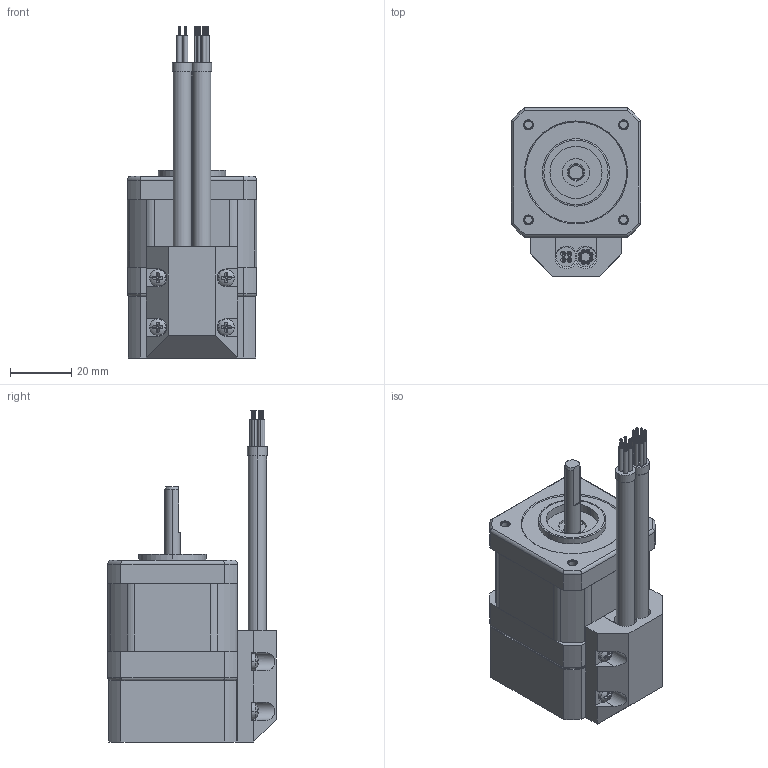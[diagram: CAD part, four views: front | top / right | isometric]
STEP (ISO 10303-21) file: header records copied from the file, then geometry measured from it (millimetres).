
FILE_DESCRIPTION((''),'2;1');
FILE_NAME('4611110038377_ASM','2023-02-09T09:16:50',('ms26442'),(''),'CREO PARAMETRIC BY PTC INC, 2018100','CREO PARAMETRIC BY PTC INC, 2018100','');
FILE_SCHEMA(('CONFIG_CONTROL_DESIGN'));
Products named in the file (31): 4613102100903; 3698153000598; 3698153000595; 4613104003611_ASM; 4613103012515_ASM; 4219121305418; 4613106100094_AF0; 4693220000375_AF0; 4613106100094_AF1; 4332101105974_AF0; 4613107114168_ASM; 4333201500016; 4331101000001; 4613108009515_ASM; 4219121305771; 4294440200012_AF1; 3698151100128; 4294404001783; 4613153000823_ASM; 3219720005029; 4716140201542; 4294404000634; 4394000100593; 4394000100589; 4294404000745; 4394000100590; 4394000100591; 4294404000480; DIANJIXIANSHU; ENCODERXIANSHU; 4611110038377_ASM
Assembly tree (39 placements, depth 5):
  4611110038377_ASM
    4613153000823_ASM
      4613103012515_ASM
        4613104003611_ASM
          4613102100903
          3698153000598
          3698153000595
      4219121305418
      4613108009515_ASM
        4613107114168_ASM
          4613106100094_AF0
          4693220000375_AF0
          4613106100094_AF1
          4332101105974_AF0
        4333201500016  x2
        4331101000001  x2
      4219121305771
      4294440200012_AF1
      3698151100128
      4294404001783  x2
    3219720005029
    4716140201542
    4294404000634  x3
    4394000100593
    4394000100589
    4294404000745  x2
    4394000100590
    4394000100591
    4294404000480  x4
    DIANJIXIANSHU
    ENCODERXIANSHU
Bounding box: 42.2 x 54.95 x 108.3 mm (x, y, z)
Volume: 68750 mm3; surface area: 76519.1 mm2
Topology: 34 solids, 62 shells, 3225 faces, 8703 edges, 5747 vertices
Faces by surface type: plane 1607, cylinder 1401, cone 87, torus 78, bspline 36, sphere 16
Entity records: 98702 total; most frequent: CARTESIAN_POINT 20143, DIRECTION 16753, ORIENTED_EDGE 16230, EDGE_CURVE 8151, AXIS2_PLACEMENT_3D 5981, VERTEX_POINT 5387, VECTOR 4791, LINE 4791
